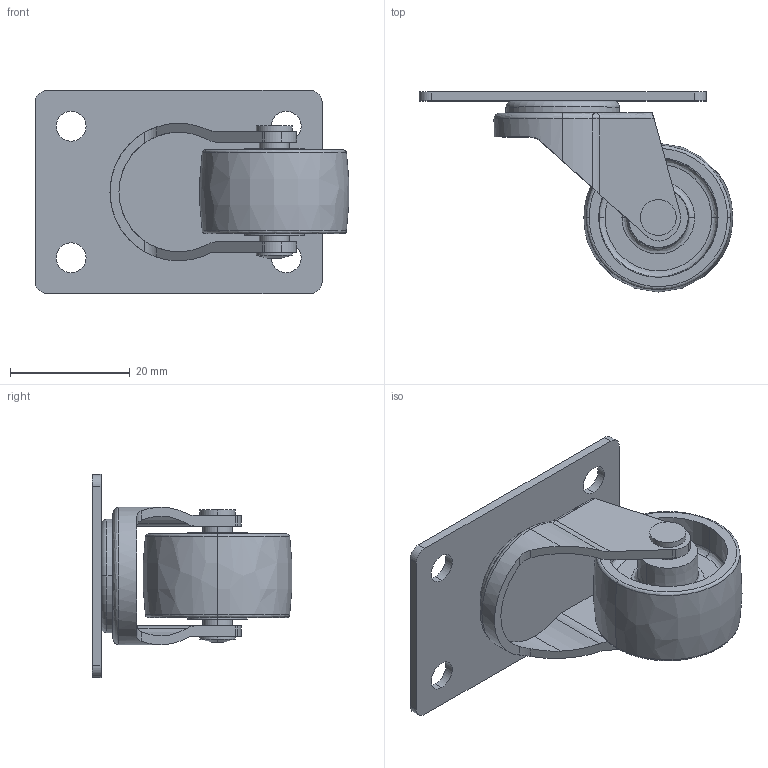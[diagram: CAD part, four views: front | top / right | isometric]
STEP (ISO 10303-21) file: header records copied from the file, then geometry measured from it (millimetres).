
FILE_DESCRIPTION (( 'STEP AP214' ), '1' );
FILE_NAME ('0010763.step', '2023-05-24T10:06:22', ( '' ), ( '' ), 'SwSTEP 2.0', 'SolidWorks 2020', '' );
FILE_SCHEMA (( 'AUTOMOTIVE_DESIGN' ));
Length unit declared in the file: millimetre
Products named in the file (1): 0010763
Bounding box: 52.45 x 33.45 x 34 mm (x, y, z)
Volume: 9108 mm3; surface area: 9015.1 mm2
Topology: 2 solids, 2 shells, 115 faces, 268 edges, 168 vertices
Faces by surface type: cylinder 47, bspline 28, plane 28, cone 10, torus 2
Entity records: 5822 total; most frequent: CARTESIAN_POINT 2010, ORIENTED_EDGE 534, DIRECTION 533, EDGE_CURVE 267, AXIS2_PLACEMENT_3D 221, VERTEX_POINT 168, EDGE_LOOP 139, CIRCLE 133
